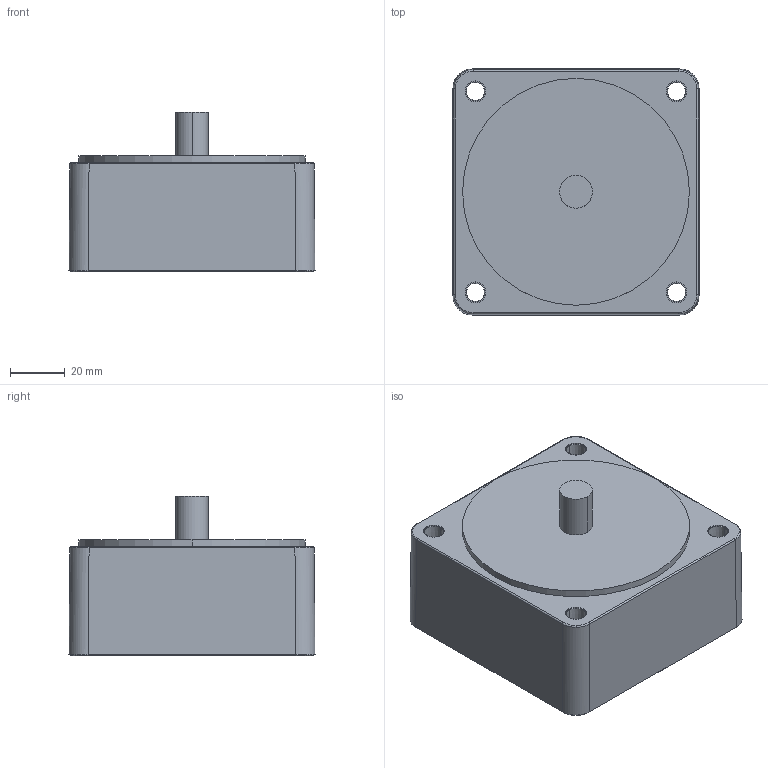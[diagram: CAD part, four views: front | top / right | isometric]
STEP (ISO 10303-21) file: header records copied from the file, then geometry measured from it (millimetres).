
FILE_DESCRIPTION (( 'STEP AP203' ), '1' );
FILE_NAME ('(¼Ð·Ç«~)5GX10XK(5DE0102000).STEP', '2020-07-09T11:01:17', ( '' ), ( '' ), 'SwSTEP 2.0', 'SolidWorks 2010', '' );
FILE_SCHEMA (( 'CONFIG_CONTROL_DESIGN' ));
Length unit declared in the file: millimetre
Products named in the file (5): 丸頭螺絲M4 x 10_圓頭M4 x 10; (標準品)5GX10XK(5DE0102000); 5GX10X齒箱外型_G583-M(GX); 5GE側板; 定位銷 4 x 6L_Parallel Pin ISO 8734 - 4 x 10 - A - St
Assembly tree (8 placements, depth 2):
  (標準品)5GX10XK(5DE0102000)
    丸頭螺絲M4 x 10_圓頭M4 x 10  x4
    5GX10X齒箱外型_G583-M(GX)
    定位銷 4 x 6L_Parallel Pin ISO 8734 - 4 x 10 - A - St  x2
    5GE側板
Bounding box: 89.99 x 89.99 x 58.5 mm (x, y, z)
Volume: 303893.4 mm3; surface area: 50821.9 mm2
Topology: 8 solids, 8 shells, 319 faces, 754 edges, 450 vertices
Faces by surface type: plane 105, cylinder 86, cone 84, torus 24, bspline 12, sphere 8
Entity records: 6999 total; most frequent: CARTESIAN_POINT 1611, DIRECTION 1086, ORIENTED_EDGE 916, AXIS2_PLACEMENT_3D 460, EDGE_CURVE 458, VERTEX_POINT 289, EDGE_LOOP 263, CIRCLE 252
